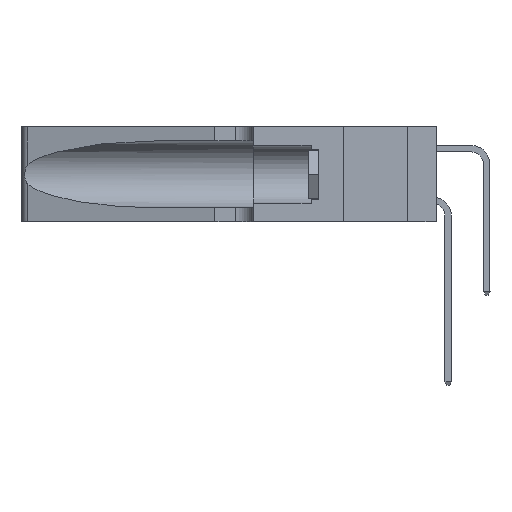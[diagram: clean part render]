
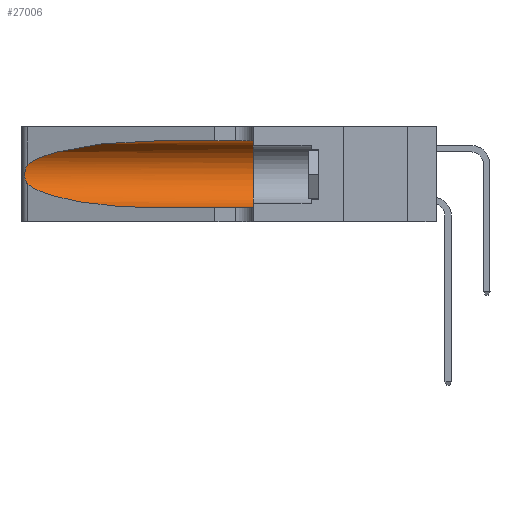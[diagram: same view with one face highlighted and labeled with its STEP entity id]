
A CAD part, left-side view. The second image highlights one B-rep face of the part: STEP entity #27006.
In plain terms, the highlighted cylindrical face has radius 3.308 mm (diameter 6.617 mm), a partial arc.
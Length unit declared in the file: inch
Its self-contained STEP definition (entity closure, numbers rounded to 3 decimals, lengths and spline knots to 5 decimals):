
#30 = CARTESIAN_POINT ( 'NONE',  ( 0.1305, 0.35, 0.31525 ) ) ;
#279 = CARTESIAN_POINT ( 'NONE',  ( 0.25639, 1.23184, 0.21858 ) ) ;
#341 = ORIENTED_EDGE ( 'NONE', *, *, #13647, .T. ) ;
#1741 = ORIENTED_EDGE ( 'NONE', *, *, #29345, .T. ) ;
#3162 = CARTESIAN_POINT ( 'NONE',  ( 0.1305, 0.35, 0.185 ) ) ;
#3676 = CARTESIAN_POINT ( 'NONE',  ( 0.25854, 1.2359, 0.20912 ) ) ;
#4450 = VECTOR ( 'NONE', #19232, 39.37008 ) ;
#4555 = ORIENTED_EDGE ( 'NONE', *, *, #34500, .F. ) ;
#5411 = AXIS2_PLACEMENT_3D ( 'NONE', #14940, #18299, #34953 ) ;
#6547 = DIRECTION ( 'NONE',  ( 0., 0., 1. ) ) ;
#7070 = CARTESIAN_POINT ( 'NONE',  ( 0.26075, 1.23896, 0.19203 ) ) ;
#7205 = B_SPLINE_CURVE_WITH_KNOTS ( 'NONE', 3,
 ( #10320, #30406, #279, #23818, #3676, #27197, #7070, #30550, #10454, #33878, #13867, #37251, #17249, #40623 ),
 .UNSPECIFIED., .F., .F.,
 ( 4, 2, 2, 2, 2, 2, 4 ),
 ( 0., 0.00027, 0.00053, 0.00107, 0.0016, 0.00187, 0.00214 ),
 .UNSPECIFIED. ) ;
#8154 = CARTESIAN_POINT ( 'NONE',  ( 0.1305, 0.72297, 0.31525 ) ) ;
#9081 = VERTEX_POINT ( 'NONE', #12648 ) ;
#9402 = CARTESIAN_POINT ( 'NONE',  ( 0.2373, 1.15595, 0.08982 ) ) ;
#10320 = CARTESIAN_POINT ( 'NONE',  ( 0.25487, 1.22718, 0.22369 ) ) ;
#10376 = AXIS2_PLACEMENT_3D ( 'NONE', #3162, #26676, #6547 ) ;
#10454 = CARTESIAN_POINT ( 'NONE',  ( 0.26017, 1.23833, 0.17102 ) ) ;
#11088 = EDGE_LOOP ( 'NONE', ( #33281, #12695, #1741, #341, #4555, #13528 ) ) ;
#11372 = DIRECTION ( 'NONE',  ( 0., -1., 0. ) ) ;
#11557 = CARTESIAN_POINT ( 'NONE',  ( 0.2373, 1.15595, 0.28018 ) ) ;
#12474 = VERTEX_POINT ( 'NONE', #30 ) ;
#12648 = CARTESIAN_POINT ( 'NONE',  ( 0.1305, 0.35, 0.05475 ) ) ;
#12695 = ORIENTED_EDGE ( 'NONE', *, *, #38153, .T. ) ;
#13458 = LINE ( 'NONE', #35901, #4450 ) ;
#13528 = ORIENTED_EDGE ( 'NONE', *, *, #19603, .F. ) ;
#13647 = EDGE_CURVE ( 'NONE', #28663, #9081, #13458, .T. ) ;
#13867 = CARTESIAN_POINT ( 'NONE',  ( 0.25789, 1.23486, 0.15765 ) ) ;
#14940 = CARTESIAN_POINT ( 'NONE',  ( 0.1305, 1.61858, 0.185 ) ) ;
#16084 = VERTEX_POINT ( 'NONE', #21417 ) ;
#16181 = CARTESIAN_POINT ( 'NONE',  ( 0.18966, 0.96281, 0.05475 ) ) ;
#16184 = CARTESIAN_POINT ( 'NONE',  ( 0.25487, 1.22718, 0.14631 ) ) ;
#17249 = CARTESIAN_POINT ( 'NONE',  ( 0.25555, 1.22993, 0.14849 ) ) ;
#18299 = DIRECTION ( 'NONE',  ( 0., -1., 0. ) ) ;
#19232 = DIRECTION ( 'NONE',  ( 0., -1., 0. ) ) ;
#19603 = EDGE_CURVE ( 'NONE', #35749, #12474, #43118, .T. ) ;
#20526 = CIRCLE ( 'NONE', #10376, 0.13025 ) ;
#21417 = CARTESIAN_POINT ( 'NONE',  ( 0.25487, 1.22718, 0.22369 ) ) ;
#23818 = CARTESIAN_POINT ( 'NONE',  ( 0.25787, 1.23484, 0.2124 ) ) ;
#25347 = VECTOR ( 'NONE', #11372, 39.37008 ) ;
#26676 = DIRECTION ( 'NONE',  ( 0., 1., 0. ) ) ;
#27006 = ADVANCED_FACE ( 'NONE', ( #30723 ), #37498, .F. ) ;
#27197 = CARTESIAN_POINT ( 'NONE',  ( 0.26018, 1.23835, 0.19895 ) ) ;
#27387 =( BOUNDED_CURVE ( )  B_SPLINE_CURVE ( 3, ( #8154, #31488, #11557, #34965 ),
 .UNSPECIFIED., .F., .T. ) 
 B_SPLINE_CURVE_WITH_KNOTS ( ( 4, 4 ),
 ( 1.5708, 2.84003 ),
 .UNSPECIFIED. ) 
 CURVE ( )  GEOMETRIC_REPRESENTATION_ITEM ( )  RATIONAL_B_SPLINE_CURVE ( ( 1., 0.87, 0.87, 1. ) ) 
 REPRESENTATION_ITEM ( '' )  );
#28663 = VERTEX_POINT ( 'NONE', #39324 ) ;
#28938 = CARTESIAN_POINT ( 'NONE',  ( 0.1305, 0.72297, 0.31525 ) ) ;
#29345 = EDGE_CURVE ( 'NONE', #35809, #28663, #35399, .T. ) ;
#30406 = CARTESIAN_POINT ( 'NONE',  ( 0.25555, 1.22994, 0.2215 ) ) ;
#30550 = CARTESIAN_POINT ( 'NONE',  ( 0.26075, 1.23896, 0.178 ) ) ;
#30723 = FACE_OUTER_BOUND ( 'NONE', #11088, .T. ) ;
#31305 = CARTESIAN_POINT ( 'NONE',  ( 0.1305, 1.61858, 0.31525 ) ) ;
#31488 = CARTESIAN_POINT ( 'NONE',  ( 0.18966, 0.96281, 0.31525 ) ) ;
#32841 = CARTESIAN_POINT ( 'NONE',  ( 0.25487, 1.22718, 0.14631 ) ) ;
#33281 = ORIENTED_EDGE ( 'NONE', *, *, #39605, .T. ) ;
#33878 = CARTESIAN_POINT ( 'NONE',  ( 0.25856, 1.23593, 0.16098 ) ) ;
#34500 = EDGE_CURVE ( 'NONE', #12474, #9081, #20526, .T. ) ;
#34953 = DIRECTION ( 'NONE',  ( 0., 0., -1. ) ) ;
#34965 = CARTESIAN_POINT ( 'NONE',  ( 0.25487, 1.22718, 0.22369 ) ) ;
#35399 =( BOUNDED_CURVE ( )  B_SPLINE_CURVE ( 3, ( #32841, #9402, #16181, #39561 ),
 .UNSPECIFIED., .F., .F. ) 
 B_SPLINE_CURVE_WITH_KNOTS ( ( 4, 4 ),
 ( 3.44316, 4.71239 ),
 .UNSPECIFIED. ) 
 CURVE ( )  GEOMETRIC_REPRESENTATION_ITEM ( )  RATIONAL_B_SPLINE_CURVE ( ( 1., 0.87, 0.87, 1. ) ) 
 REPRESENTATION_ITEM ( '' )  );
#35749 = VERTEX_POINT ( 'NONE', #28938 ) ;
#35809 = VERTEX_POINT ( 'NONE', #16184 ) ;
#35901 = CARTESIAN_POINT ( 'NONE',  ( 0.1305, 1.61858, 0.05475 ) ) ;
#37251 = CARTESIAN_POINT ( 'NONE',  ( 0.25639, 1.23186, 0.15144 ) ) ;
#37498 = CYLINDRICAL_SURFACE ( 'NONE', #5411, 0.13025 ) ;
#38153 = EDGE_CURVE ( 'NONE', #16084, #35809, #7205, .T. ) ;
#39324 = CARTESIAN_POINT ( 'NONE',  ( 0.1305, 0.72297, 0.05475 ) ) ;
#39561 = CARTESIAN_POINT ( 'NONE',  ( 0.1305, 0.72297, 0.05475 ) ) ;
#39605 = EDGE_CURVE ( 'NONE', #35749, #16084, #27387, .T. ) ;
#40623 = CARTESIAN_POINT ( 'NONE',  ( 0.25487, 1.22718, 0.14631 ) ) ;
#43118 = LINE ( 'NONE', #31305, #25347 ) ;
